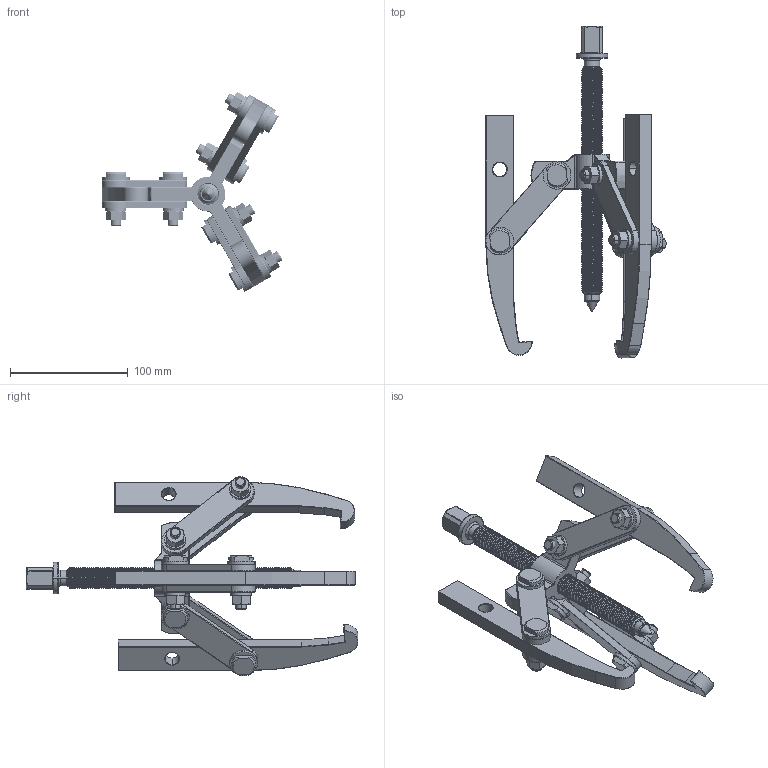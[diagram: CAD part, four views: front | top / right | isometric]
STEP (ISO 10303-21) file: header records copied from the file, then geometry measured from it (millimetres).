
FILE_DESCRIPTION(('FreeCAD Model'),'2;1');
FILE_NAME('Open CASCADE Shape Model','2025-05-08T06:25:06',('FreeCAD'),( 'FreeCAD'),'Open CASCADE STEP processor 7.6','FreeCAD','Unknown');
FILE_SCHEMA(('AUTOMOTIVE_DESIGN { 1 0 10303 214 1 1 1 1 }'));
Products named in the file (1): Open CASCADE STEP translator 7.6 1
Bounding box: 153.14 x 281.92 x 169.73 mm (x, y, z)
Volume: 359046.2 mm3; surface area: 138959.2 mm2
Topology: 35 solids, 35 shells, 1000 faces, 2239 edges, 1324 vertices
Faces by surface type: bspline 1000
Entity records: 71498 total; most frequent: CARTESIAN_POINT 58302, ORIENTED_EDGE 4478, EDGE_CURVE 2239, B_SPLINE_CURVE_WITH_KNOTS 1463, VERTEX_POINT 1324, FACE_BOUND 1095, EDGE_LOOP 1095, ADVANCED_FACE 1000
